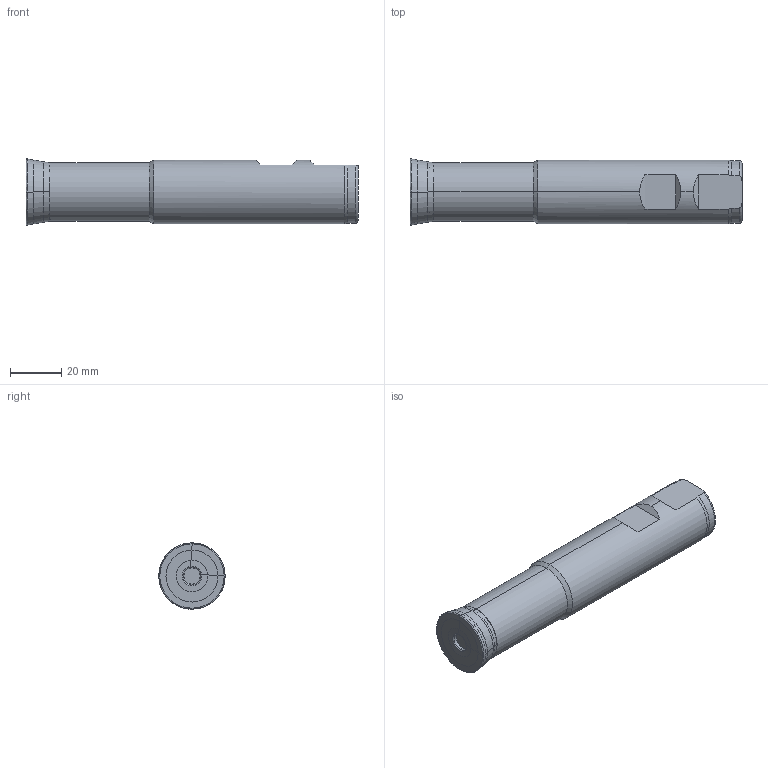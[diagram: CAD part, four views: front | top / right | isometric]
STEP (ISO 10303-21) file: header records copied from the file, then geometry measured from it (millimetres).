
FILE_DESCRIPTION (( 'STEP AP214' ), '1' );
FILE_NAME ('ACBM-CC09-D26x8.5-W25-L130-Z02-H-LIGHT.STP', '2023-12-04T13:38:46', ( '' ), ( '' ), 'SwSTEP 2.0', 'SolidWorks 2018', '' );
FILE_SCHEMA (( 'AUTOMOTIVE_DESIGN' ));
Length unit declared in the file: millimetre
Products named in the file (1): ACBM-CC09-D26x8.5-W25-L130-Z02-H-LIGHT
Bounding box: 130 x 25.99 x 25.99 mm (x, y, z)
Volume: 63646.8 mm3; surface area: 12568.3 mm2
Topology: 2 solids, 2 shells, 55 faces, 120 edges, 68 vertices
Faces by surface type: bspline 30, plane 12, cone 5, cylinder 5, torus 3
Entity records: 2314 total; most frequent: CARTESIAN_POINT 796, ORIENTED_EDGE 240, DIRECTION 225, EDGE_CURVE 120, AXIS2_PLACEMENT_3D 91, VERTEX_POINT 68, CIRCLE 65, EDGE_LOOP 56
